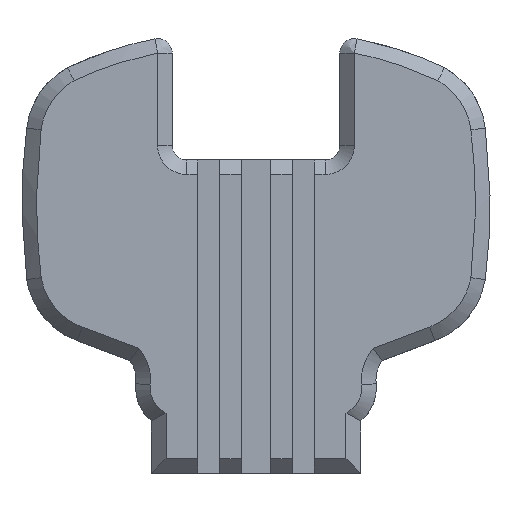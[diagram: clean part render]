
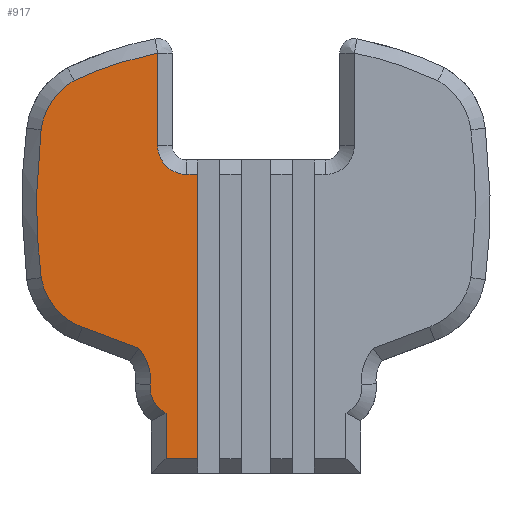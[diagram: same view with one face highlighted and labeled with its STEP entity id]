
A CAD part, top view. The second image highlights one B-rep face of the part: STEP entity #917.
In plain terms, the highlighted free-form (B-spline) face has degree [1, 1] with [2, 2] control points.
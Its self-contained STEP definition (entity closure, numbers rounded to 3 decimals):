
#532 = VERTEX_POINT('',#533);
#533 = CARTESIAN_POINT('',(14.693,22.434,
    -4.911));
#540 = EDGE_CURVE('',#541,#532,#543,.T.);
#541 = VERTEX_POINT('',#542);
#542 = CARTESIAN_POINT('',(22.51,25.006,
    -4.911));
#543 = ( BOUNDED_CURVE() B_SPLINE_CURVE(2,(#544,#545,#546),
.UNSPECIFIED.,.F.,.F.) B_SPLINE_CURVE_WITH_KNOTS((3,3),(6.037,
6.282),.PIECEWISE_BEZIER_KNOTS.) CURVE() 
GEOMETRIC_REPRESENTATION_ITEM() RATIONAL_B_SPLINE_CURVE((1.,
0.993,1.)) REPRESENTATION_ITEM('') );
#544 = CARTESIAN_POINT('',(22.51,25.006,
    -4.911));
#545 = CARTESIAN_POINT('',(18.444,24.201,
    -4.911));
#546 = CARTESIAN_POINT('',(14.693,22.434,
    -4.911));
#574 = VERTEX_POINT('',#575);
#575 = CARTESIAN_POINT('',(11.604,3.991,
    -4.911));
#582 = EDGE_CURVE('',#583,#574,#585,.T.);
#583 = VERTEX_POINT('',#584);
#584 = CARTESIAN_POINT('',(11.602,17.82,
    -4.911));
#585 = ( BOUNDED_CURVE() B_SPLINE_CURVE(2,(#586,#587,#588),
.UNSPECIFIED.,.F.,.F.) B_SPLINE_CURVE_WITH_KNOTS((3,3),(6.034,
6.283),.PIECEWISE_BEZIER_KNOTS.) CURVE() 
GEOMETRIC_REPRESENTATION_ITEM() RATIONAL_B_SPLINE_CURVE((1.,
0.992,1.)) REPRESENTATION_ITEM('') );
#586 = CARTESIAN_POINT('',(11.602,17.82,
    -4.911));
#587 = CARTESIAN_POINT('',(10.737,10.906,
    -4.911));
#588 = CARTESIAN_POINT('',(11.604,3.991,
    -4.911));
#605 = EDGE_CURVE('',#532,#583,#606,.T.);
#606 = ( BOUNDED_CURVE() B_SPLINE_CURVE(2,(#607,#608,#609),
.UNSPECIFIED.,.F.,.F.) B_SPLINE_CURVE_WITH_KNOTS((3,3),(5.351,
6.283),.PIECEWISE_BEZIER_KNOTS.) CURVE() 
GEOMETRIC_REPRESENTATION_ITEM() RATIONAL_B_SPLINE_CURVE((1.,
0.893,1.)) REPRESENTATION_ITEM('') );
#607 = CARTESIAN_POINT('',(14.693,22.434,
    -4.911));
#608 = CARTESIAN_POINT('',(11.987,20.904,
    -4.911));
#609 = CARTESIAN_POINT('',(11.602,17.82,
    -4.911));
#632 = VERTEX_POINT('',#633);
#633 = CARTESIAN_POINT('',(15.451,-0.639,
    -4.911));
#638 = EDGE_CURVE('',#632,#639,#641,.T.);
#639 = VERTEX_POINT('',#640);
#640 = CARTESIAN_POINT('',(20.748,-2.625,
    -4.911));
#641 = ( BOUNDED_CURVE() B_SPLINE_CURVE(2,(#642,#643,#644),
.UNSPECIFIED.,.F.,.F.) B_SPLINE_CURVE_WITH_KNOTS((3,3),(0.,
0.004),.PIECEWISE_BEZIER_KNOTS.) CURVE() 
GEOMETRIC_REPRESENTATION_ITEM() RATIONAL_B_SPLINE_CURVE((1.,
1.,1.)) REPRESENTATION_ITEM('') );
#642 = CARTESIAN_POINT('',(15.451,-0.639,
    -4.911));
#643 = CARTESIAN_POINT('',(18.101,-1.627,
    -4.911));
#644 = CARTESIAN_POINT('',(20.748,-2.625,
    -4.911));
#671 = EDGE_CURVE('',#574,#632,#672,.T.);
#672 = ( BOUNDED_CURVE() B_SPLINE_CURVE(2,(#673,#674,#675),
.UNSPECIFIED.,.F.,.F.) B_SPLINE_CURVE_WITH_KNOTS((3,3),(5.242,
6.283),.PIECEWISE_BEZIER_KNOTS.) CURVE() 
GEOMETRIC_REPRESENTATION_ITEM() RATIONAL_B_SPLINE_CURVE((1.,
0.868,1.)) REPRESENTATION_ITEM('') );
#673 = CARTESIAN_POINT('',(11.604,3.991,
    -4.911));
#674 = CARTESIAN_POINT('',(12.2,0.573,-4.911
    ));
#675 = CARTESIAN_POINT('',(15.451,-0.639,
    -4.911));
#706 = VERTEX_POINT('',#707);
#707 = CARTESIAN_POINT('',(23.297,-8.689,
    -4.911));
#714 = EDGE_CURVE('',#715,#706,#717,.T.);
#715 = VERTEX_POINT('',#716);
#716 = CARTESIAN_POINT('',(21.832,-6.072,
    -4.911));
#717 = ( BOUNDED_CURVE() B_SPLINE_CURVE(2,(#718,#719,#720),
.UNSPECIFIED.,.F.,.F.) B_SPLINE_CURVE_WITH_KNOTS((3,3),(5.294,
6.512),.PIECEWISE_BEZIER_KNOTS.) CURVE() 
GEOMETRIC_REPRESENTATION_ITEM() RATIONAL_B_SPLINE_CURVE((1.,
0.82,1.)) REPRESENTATION_ITEM('') );
#718 = CARTESIAN_POINT('',(21.832,-6.072,
    -4.911));
#719 = CARTESIAN_POINT('',(21.651,-7.892,-4.911)
  );
#720 = CARTESIAN_POINT('',(23.297,-8.689,
    -4.911));
#745 = EDGE_CURVE('',#639,#715,#746,.T.);
#746 = ( BOUNDED_CURVE() B_SPLINE_CURVE(2,(#747,#748,#749),
.UNSPECIFIED.,.F.,.F.) B_SPLINE_CURVE_WITH_KNOTS((3,3),(6.184,
6.991),.PIECEWISE_BEZIER_KNOTS.) CURVE() 
GEOMETRIC_REPRESENTATION_ITEM() RATIONAL_B_SPLINE_CURVE((1.,
0.92,1.)) REPRESENTATION_ITEM('') );
#747 = CARTESIAN_POINT('',(20.748,-2.625,
    -4.911));
#748 = CARTESIAN_POINT('',(22.025,-4.117,
    -4.911));
#749 = CARTESIAN_POINT('',(21.832,-6.072,
    -4.911));
#769 = VERTEX_POINT('',#770);
#770 = CARTESIAN_POINT('',(23.297,-12.961,
    -4.911));
#775 = EDGE_CURVE('',#706,#769,#776,.T.);
#776 = B_SPLINE_CURVE_WITH_KNOTS('',1,(#777,#778),.UNSPECIFIED.,.F.,.F.,
  (2,2),(5.149,8.279),.PIECEWISE_BEZIER_KNOTS.);
#777 = CARTESIAN_POINT('',(23.297,-8.689,
    -4.911));
#778 = CARTESIAN_POINT('',(23.297,-12.961,
    -4.911));
#789 = EDGE_CURVE('',#769,#790,#792,.T.);
#790 = VERTEX_POINT('',#791);
#791 = CARTESIAN_POINT('',(26.262,-12.961,
    -4.911));
#792 = B_SPLINE_CURVE_WITH_KNOTS('',1,(#793,#794),.UNSPECIFIED.,.F.,.F.,
  (2,2),(-6.227,-4.054),.PIECEWISE_BEZIER_KNOTS.);
#793 = CARTESIAN_POINT('',(23.297,-12.961,
    -4.911));
#794 = CARTESIAN_POINT('',(26.262,-12.961,
    -4.911));
#818 = VERTEX_POINT('',#819);
#819 = CARTESIAN_POINT('',(22.51,16.371,
    -4.911));
#830 = EDGE_CURVE('',#818,#541,#831,.T.);
#831 = B_SPLINE_CURVE_WITH_KNOTS('',1,(#832,#833),.UNSPECIFIED.,.F.,.F.,
  (2,2),(0.765,7.094),.PIECEWISE_BEZIER_KNOTS.);
#832 = CARTESIAN_POINT('',(22.51,16.371,
    -4.911));
#833 = CARTESIAN_POINT('',(22.51,25.006,
    -4.911));
#843 = EDGE_CURVE('',#844,#818,#846,.T.);
#844 = VERTEX_POINT('',#845);
#845 = CARTESIAN_POINT('',(25.239,13.643,
    -4.911));
#846 = ( BOUNDED_CURVE() B_SPLINE_CURVE(2,(#847,#848,#849),
.UNSPECIFIED.,.F.,.F.) B_SPLINE_CURVE_WITH_KNOTS((3,3),(5.498,
7.069),.PIECEWISE_BEZIER_KNOTS.) CURVE() 
GEOMETRIC_REPRESENTATION_ITEM() RATIONAL_B_SPLINE_CURVE((1.,
0.707,1.)) REPRESENTATION_ITEM('') );
#847 = CARTESIAN_POINT('',(25.239,13.643,
    -4.911));
#848 = CARTESIAN_POINT('',(22.51,13.643,
    -4.911));
#849 = CARTESIAN_POINT('',(22.51,16.371,
    -4.911));
#878 = VERTEX_POINT('',#879);
#879 = CARTESIAN_POINT('',(26.262,13.643,
    -4.911));
#890 = EDGE_CURVE('',#878,#844,#891,.T.);
#891 = B_SPLINE_CURVE_WITH_KNOTS('',1,(#892,#893),.UNSPECIFIED.,.F.,.F.,
  (2,2),(9.515,10.265),.PIECEWISE_BEZIER_KNOTS.);
#892 = CARTESIAN_POINT('',(26.262,13.643,
    -4.911));
#893 = CARTESIAN_POINT('',(25.239,13.643,
    -4.911));
#917 = ADVANCED_FACE('',(#918),#937,.T.);
#918 = FACE_BOUND('',#919,.T.);
#919 = EDGE_LOOP('',(#920,#921,#926,#927,#928,#929,#930,#931,#932,#933,
    #934,#935,#936));
#920 = ORIENTED_EDGE('',*,*,#789,.T.);
#921 = ORIENTED_EDGE('',*,*,#922,.F.);
#922 = EDGE_CURVE('',#878,#790,#923,.T.);
#923 = B_SPLINE_CURVE_WITH_KNOTS('',1,(#924,#925),.UNSPECIFIED.,.F.,.F.,
  (2,2),(-2.265,17.235),.PIECEWISE_BEZIER_KNOTS.);
#924 = CARTESIAN_POINT('',(26.262,13.643,
    -4.911));
#925 = CARTESIAN_POINT('',(26.262,-12.961,
    -4.911));
#926 = ORIENTED_EDGE('',*,*,#890,.T.);
#927 = ORIENTED_EDGE('',*,*,#843,.T.);
#928 = ORIENTED_EDGE('',*,*,#830,.T.);
#929 = ORIENTED_EDGE('',*,*,#540,.T.);
#930 = ORIENTED_EDGE('',*,*,#605,.T.);
#931 = ORIENTED_EDGE('',*,*,#582,.T.);
#932 = ORIENTED_EDGE('',*,*,#671,.T.);
#933 = ORIENTED_EDGE('',*,*,#638,.T.);
#934 = ORIENTED_EDGE('',*,*,#745,.T.);
#935 = ORIENTED_EDGE('',*,*,#714,.T.);
#936 = ORIENTED_EDGE('',*,*,#775,.T.);
#937 = B_SPLINE_SURFACE_WITH_KNOTS('',1,1,(
    (#938,#939)
    ,(#940,#941
    )),.UNSPECIFIED.,.F.,.F.,.F.,(2,2),(2,2),(-22.342,
    -11.281),(-13.97,13.86),
  .PIECEWISE_BEZIER_KNOTS.);
#938 = CARTESIAN_POINT('',(11.172,-12.961,
    -4.911));
#939 = CARTESIAN_POINT('',(11.172,25.006,
    -4.911));
#940 = CARTESIAN_POINT('',(26.262,-12.961,
    -4.911));
#941 = CARTESIAN_POINT('',(26.262,25.006,
    -4.911));
